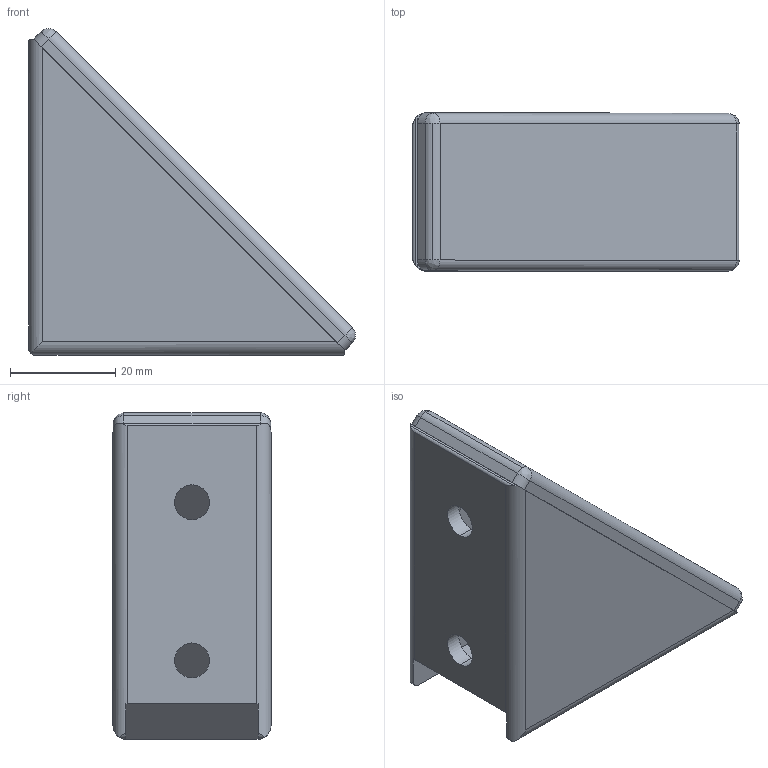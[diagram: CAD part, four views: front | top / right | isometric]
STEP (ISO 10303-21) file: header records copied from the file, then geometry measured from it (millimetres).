
FILE_DESCRIPTION (( 'STEP AP214' ), '1' );
FILE_NAME ('72660101', '2019-02-04T10:22:07', ( '' ), ('JUGARD+KÜNSTNER GmbH'), 'SwSTEP 2.0', 'SolidWorks 2017', '' );
FILE_SCHEMA (( 'AUTOMOTIVE_DESIGN' ));
Length unit declared in the file: millimetre
Products named in the file (1): 72660101_CNAJF00
Bounding box: 62.01 x 30 x 62.02 mm (x, y, z)
Volume: 28441.4 mm3; surface area: 18446 mm2
Topology: 1 solids, 5 shells, 89 faces, 219 edges, 138 vertices
Faces by surface type: plane 48, cylinder 37, bspline 4
Entity records: 2905 total; most frequent: CARTESIAN_POINT 597, DIRECTION 433, ORIENTED_EDGE 430, EDGE_CURVE 215, AXIS2_PLACEMENT_3D 154, VERTEX_POINT 138, VECTOR 125, LINE 125
